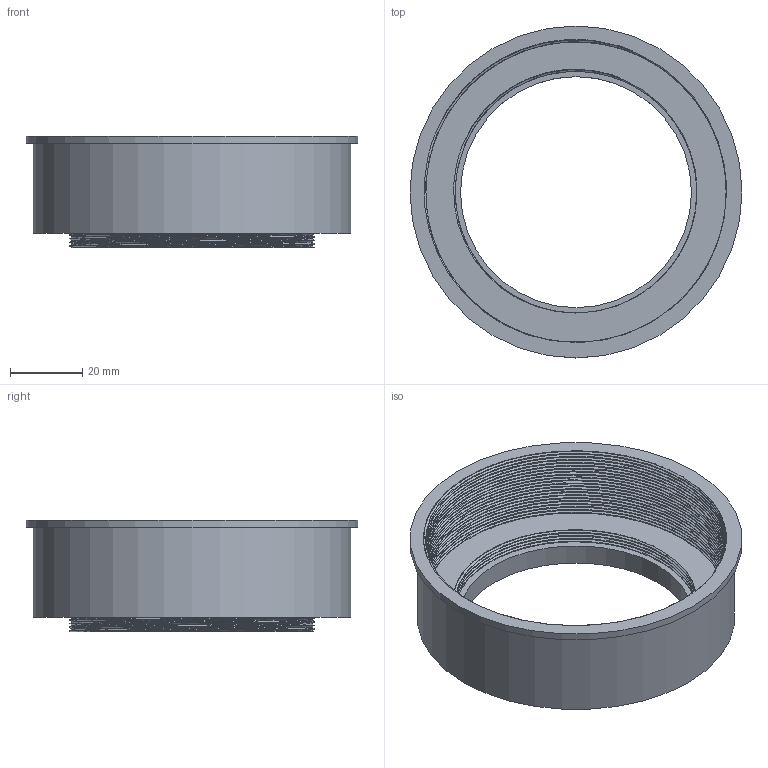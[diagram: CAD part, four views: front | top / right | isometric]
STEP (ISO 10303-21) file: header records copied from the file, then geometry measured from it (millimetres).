
FILE_DESCRIPTION(/* description */ ('STEP AP242','CAx-IF Rec.Pracs.---Representation and Presentation of Product Manufacturing Information (PMI)---4.0---2014-10-13','CAx-IF Rec.Pracs.---3D Tessellated Geometry---0.4---2014-09-14','2;1'),/* implementation_level */ '2;1');
FILE_NAME(/* name */ '63a0f89eccc18b1d2f2c5f63',/* time_stamp */ '2022-12-19T23:49:51+00:00',/* author */ (''),/* organization */ (''),/* preprocessor_version */ 'ST-DEVELOPER v18.102',/* originating_system */ ' ',/* authorisation */ ' ');
FILE_SCHEMA (('AP242_MANAGED_MODEL_BASED_3D_ENGINEERING_MIM_LF { 1 0 10303 442 1 1 4 }'));
Length unit declared in the file: metre
Products named in the file (1): Part 1
Bounding box: 92 x 92 x 31 mm (x, y, z)
Volume: 6563.3 mm3; surface area: 30141.1 mm2
Topology: 1 solids, 1 shells, 21 faces, 45 edges, 30 vertices
Faces by surface type: bspline 9, plane 6, cylinder 6
Full cylindrical faces by diameter (mm): 64 x1, 88 x1, 92 x1
Entity records: 5418 total; most frequent: CARTESIAN_POINT 5038, ORIENTED_EDGE 84, DIRECTION 50, EDGE_CURVE 42, VERTEX_POINT 30, EDGE_LOOP 30, FACE_BOUND 30, AXIS2_PLACEMENT_3D 25
